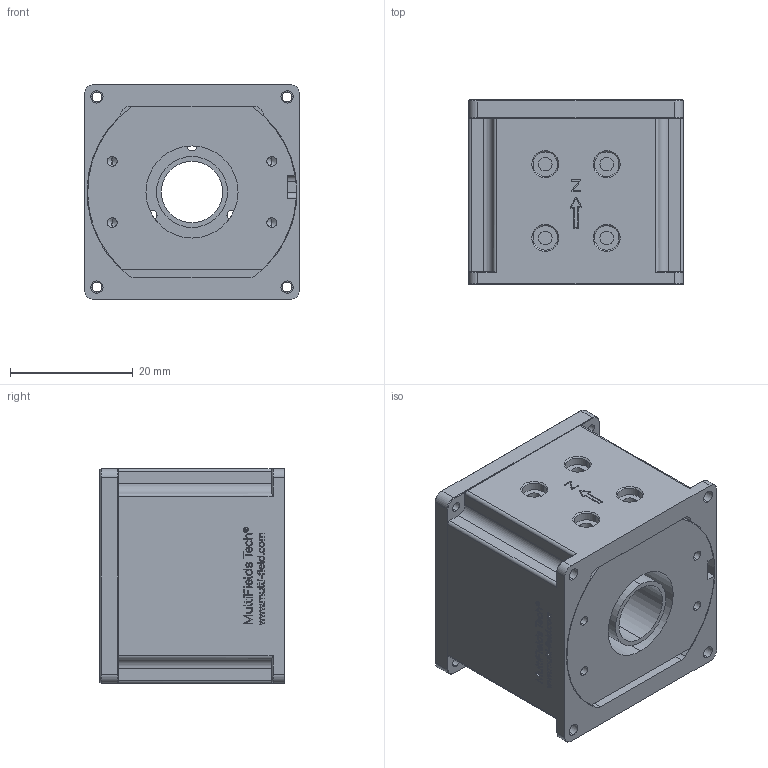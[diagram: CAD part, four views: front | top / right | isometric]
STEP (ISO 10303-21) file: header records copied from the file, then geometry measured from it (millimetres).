
FILE_DESCRIPTION (( 'STEP AP214' ), '1' );
FILE_NAME ('Linear35z-web.STEP', '2023-10-09T02:07:28', ( '' ), ( '' ), 'SwSTEP 2.0', 'SolidWorks 2020', '' );
FILE_SCHEMA (( 'AUTOMOTIVE_DESIGN' ));
Length unit declared in the file: millimetre
Products named in the file (6): Linear35z-web; 葩璃 鎀肣裔啣^Linear35z-web5z-web5z-web; 葩璃 M1.6-D2.5L3.5T0.5^Linear35z-webebeb; 复件 转接板 方ver1^Linear35z-web5z-web5z-web; 葩璃 翋极^Linear35z-web-web-web; 葩璃 table ver3^Linear35z-webebeb
Assembly tree (6 placements, depth 2):
  Linear35z-web
    葩璃 翋极^Linear35z-web-web-web
    葩璃 鎀肣裔啣^Linear35z-web5z-web5z-web
    葩璃 M1.6-D2.5L3.5T0.5^Linear35z-webebeb  x2
    复件 转接板 方ver1^Linear35z-web5z-web5z-web
    葩璃 table ver3^Linear35z-webebeb
Bounding box: 35 x 30 x 35 mm (x, y, z)
Volume: 27898.7 mm3; surface area: 18137 mm2
Topology: 6 solids, 6 shells, 1422 faces, 3939 edges, 2592 vertices
Faces by surface type: bspline 864, plane 352, cylinder 142, cone 64
Entity records: 63703 total; most frequent: CARTESIAN_POINT 20586, ORIENTED_EDGE 7786, EDGE_CURVE 3893, DIRECTION 3564, VERTEX_POINT 2573, LINE 1830, VECTOR 1830, B_SPLINE_CURVE_WITH_KNOTS 1742
